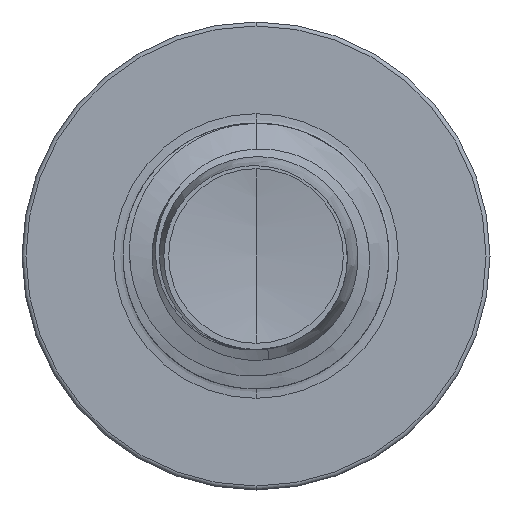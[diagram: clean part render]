
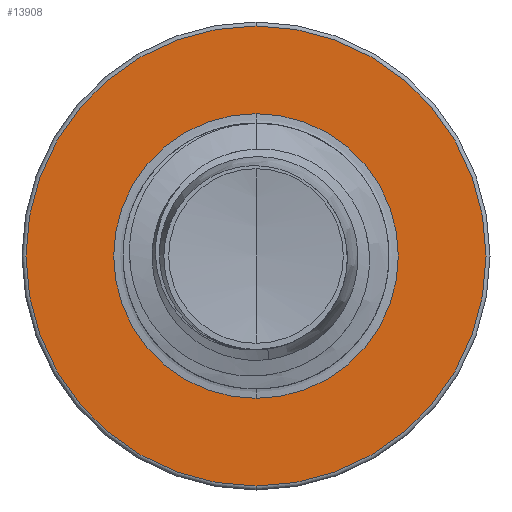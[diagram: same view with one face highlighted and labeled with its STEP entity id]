
A CAD part, front view. The second image highlights one B-rep face of the part: STEP entity #13908.
In plain terms, the highlighted planar face has unit normal (0, -1, 0).
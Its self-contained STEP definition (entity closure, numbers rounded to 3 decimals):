
#358 = DIRECTION ( 'NONE',  ( 0., 1., 0. ) ) ;
#917 = CARTESIAN_POINT ( 'NONE',  ( 0., 14., 0. ) ) ;
#931 = CARTESIAN_POINT ( 'NONE',  ( 0., 14., -2.677 ) ) ;
#1444 = CARTESIAN_POINT ( 'NONE',  ( 0., 14., 2.677 ) ) ;
#1515 = FACE_OUTER_BOUND ( 'NONE', #9004, .T. ) ;
#2963 = DIRECTION ( 'NONE',  ( 0., 0., 1. ) ) ;
#2979 = DIRECTION ( 'NONE',  ( 0., 1., 0. ) ) ;
#3303 = CARTESIAN_POINT ( 'NONE',  ( 0., 14., 0. ) ) ;
#4714 = CARTESIAN_POINT ( 'NONE',  ( 0., 14., -4.325 ) ) ;
#4862 = CIRCLE ( 'NONE', #17710, 4.325 ) ;
#5241 = AXIS2_PLACEMENT_3D ( 'NONE', #12448, #358, #14445 ) ;
#5321 = DIRECTION ( 'NONE',  ( 0., 0., 1. ) ) ;
#5627 = AXIS2_PLACEMENT_3D ( 'NONE', #931, #2979, #17019 ) ;
#5797 = ORIENTED_EDGE ( 'NONE', *, *, #20357, .F. ) ;
#6660 = CARTESIAN_POINT ( 'NONE',  ( 0., 14., 0. ) ) ;
#7170 = CARTESIAN_POINT ( 'NONE',  ( 0., 14., -2.677 ) ) ;
#8671 = ORIENTED_EDGE ( 'NONE', *, *, #23927, .T. ) ;
#8695 = DIRECTION ( 'NONE',  ( 0., 0., 1. ) ) ;
#9004 = EDGE_LOOP ( 'NONE', ( #5797, #20730 ) ) ;
#9576 = EDGE_CURVE ( 'NONE', #20317, #14732, #12571, .T. ) ;
#10253 = EDGE_LOOP ( 'NONE', ( #8671, #18177 ) ) ;
#10627 = PLANE ( 'NONE',  #5627 ) ;
#11848 = CIRCLE ( 'NONE', #5241, 2.677 ) ;
#12448 = CARTESIAN_POINT ( 'NONE',  ( 0., 14., 0. ) ) ;
#12571 = CIRCLE ( 'NONE', #16189, 2.677 ) ;
#13277 = VERTEX_POINT ( 'NONE', #4714 ) ;
#13908 = ADVANCED_FACE ( 'NONE', ( #1515, #22898 ), #10627, .F. ) ;
#14445 = DIRECTION ( 'NONE',  ( 0., 0., 1. ) ) ;
#14732 = VERTEX_POINT ( 'NONE', #1444 ) ;
#14994 = DIRECTION ( 'NONE',  ( 0., 1., 0. ) ) ;
#15362 = VERTEX_POINT ( 'NONE', #16435 ) ;
#16189 = AXIS2_PLACEMENT_3D ( 'NONE', #917, #14994, #2963 ) ;
#16435 = CARTESIAN_POINT ( 'NONE',  ( 0., 14., 4.325 ) ) ;
#17019 = DIRECTION ( 'NONE',  ( 0., 0., 1. ) ) ;
#17346 = DIRECTION ( 'NONE',  ( 0., 1., 0. ) ) ;
#17710 = AXIS2_PLACEMENT_3D ( 'NONE', #6660, #20743, #8695 ) ;
#18177 = ORIENTED_EDGE ( 'NONE', *, *, #9576, .T. ) ;
#20145 = AXIS2_PLACEMENT_3D ( 'NONE', #3303, #17346, #5321 ) ;
#20317 = VERTEX_POINT ( 'NONE', #7170 ) ;
#20346 = CIRCLE ( 'NONE', #20145, 4.325 ) ;
#20357 = EDGE_CURVE ( 'NONE', #15362, #13277, #20346, .T. ) ;
#20730 = ORIENTED_EDGE ( 'NONE', *, *, #25734, .F. ) ;
#20743 = DIRECTION ( 'NONE',  ( 0., 1., 0. ) ) ;
#22898 = FACE_BOUND ( 'NONE', #10253, .T. ) ;
#23927 = EDGE_CURVE ( 'NONE', #14732, #20317, #11848, .T. ) ;
#25734 = EDGE_CURVE ( 'NONE', #13277, #15362, #4862, .T. ) ;
